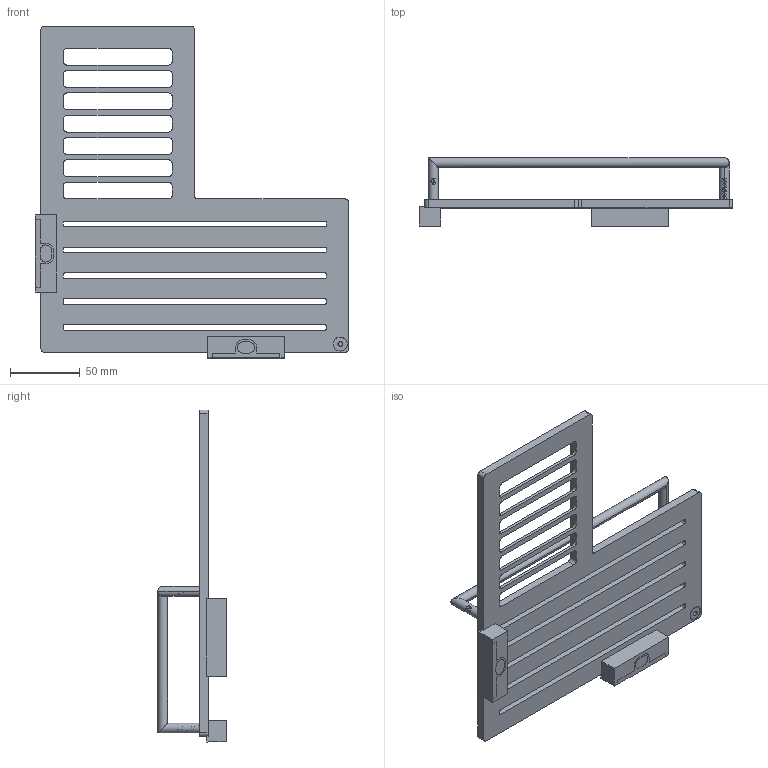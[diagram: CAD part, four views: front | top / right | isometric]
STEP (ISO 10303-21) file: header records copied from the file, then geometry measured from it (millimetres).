
FILE_DESCRIPTION((''),'2;1');
FILE_NAME('28504L','2022-02-14T15:02:23',('jinson.thomas'),(''),'CREO PARAMETRIC BY PTC INC, 2018400','CREO PARAMETRIC BY PTC INC, 2018400','');
FILE_SCHEMA(('CONFIG_CONTROL_DESIGN'));
Length unit declared in the file: inch
Products named in the file (1): 28504L
Bounding box: 224.61 x 49 x 238.02 mm (x, y, z)
Volume: 190954.8 mm3; surface area: 93967.5 mm2
Topology: 1 solids, 1 shells, 293 faces, 834 edges, 543 vertices
Faces by surface type: cylinder 151, plane 98, bspline 32, cone 12
Entity records: 28402 total; most frequent: CARTESIAN_POINT 21071, ORIENTED_EDGE 1668, DIRECTION 1303, EDGE_CURVE 834, VERTEX_POINT 543, VECTOR 451, LINE 451, AXIS2_PLACEMENT_3D 426
